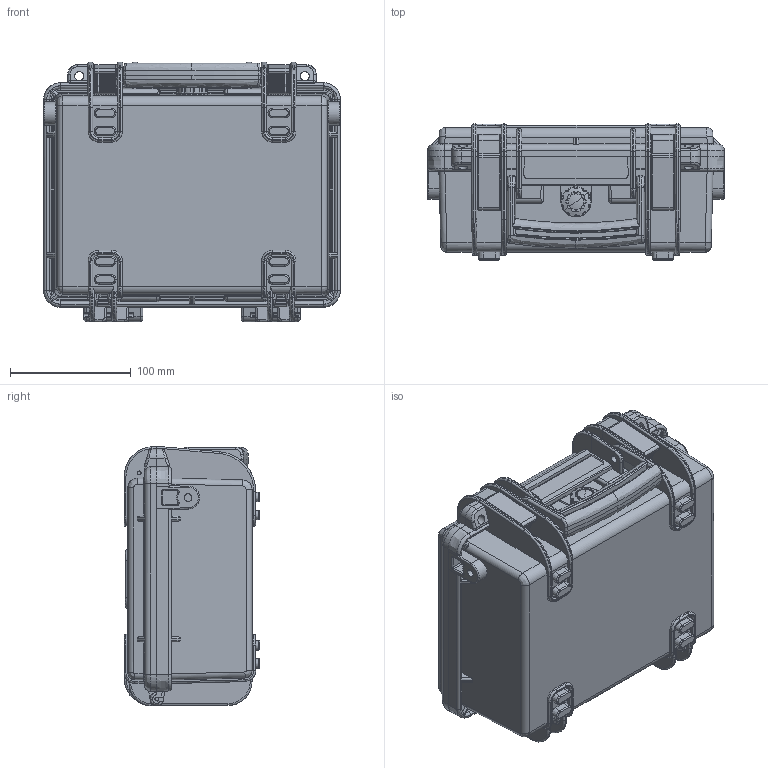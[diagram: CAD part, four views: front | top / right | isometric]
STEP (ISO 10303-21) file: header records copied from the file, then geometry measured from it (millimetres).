
FILE_DESCRIPTION (( 'STEP AP203' ), '1' );
FILE_NAME ('ZG-0906-0301.STEP', '2014-07-31T20:06:15', ( '' ), ( '' ), 'SwSTEP 2.0', 'SolidWorks 2014', '' );
FILE_SCHEMA (( 'CONFIG_CONTROL_DESIGN' ));
Length unit declared in the file: inch
Products named in the file (6): 0906-0301 bottom shell; 0906-0501 and 0906-0301 top shell; mini latch; 1908-13 2209-14 Maniglia; small valve; ZG-0906-0301
Assembly tree (6 placements, depth 2):
  ZG-0906-0301
    0906-0301 bottom shell
    0906-0501 and 0906-0301 top shell
    mini latch  x2
    1908-13 2209-14 Maniglia
    small valve
Bounding box: 246.2 x 112.5 x 215.2 mm (x, y, z)
Volume: 3076.2 mm3; surface area: 424399.6 mm2
Topology: 1 solids, 17 shells, 2440 faces, 7221 edges, 4662 vertices
Faces by surface type: cylinder 874, plane 832, bspline 564, cone 72, torus 58, sphere 40
Entity records: 118428 total; most frequent: CARTESIAN_POINT 63225, ORIENTED_EDGE 12278, DIRECTION 9395, EDGE_CURVE 6800, VERTEX_POINT 4413, LINE 3221, VECTOR 3221, AXIS2_PLACEMENT_3D 3087
